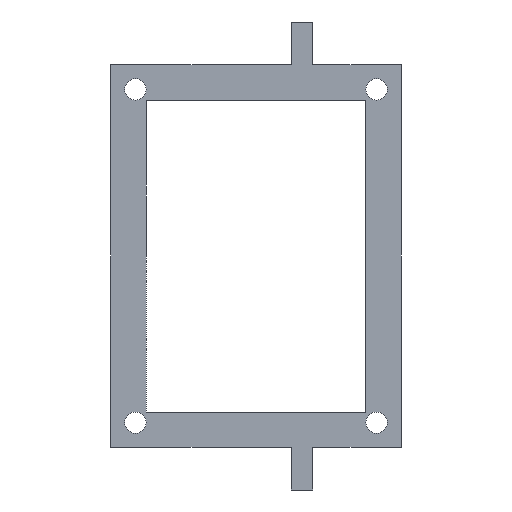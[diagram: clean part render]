
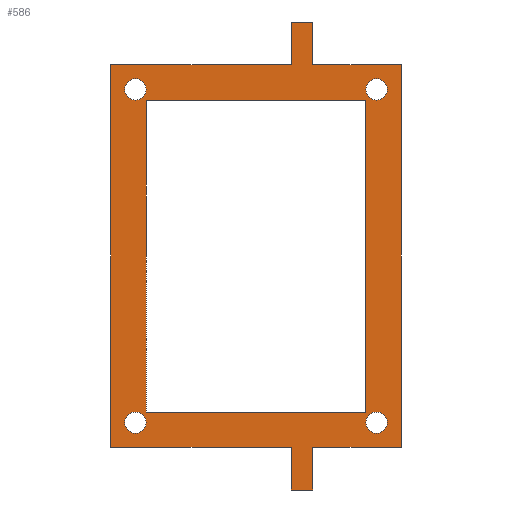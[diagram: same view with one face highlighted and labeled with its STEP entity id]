
A CAD part, left-side view. The second image highlights one B-rep face of the part: STEP entity #586.
In plain terms, the highlighted planar face has unit normal (-1, 0, 0).
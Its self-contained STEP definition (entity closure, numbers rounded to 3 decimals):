
#21=FACE_BOUND('',#96,.T.);
#22=FACE_BOUND('',#97,.T.);
#23=FACE_BOUND('',#98,.T.);
#24=FACE_BOUND('',#99,.T.);
#25=FACE_BOUND('',#100,.T.);
#32=CIRCLE('',#629,1.5);
#35=CIRCLE('',#633,1.5);
#36=CIRCLE('',#635,1.5);
#39=CIRCLE('',#639,1.5);
#66=FACE_OUTER_BOUND('',#95,.T.);
#95=EDGE_LOOP('',(#517,#518,#519,#520,#521,#522,#523,#524,#525,#526,#527,
#528));
#96=EDGE_LOOP('',(#529));
#97=EDGE_LOOP('',(#530));
#98=EDGE_LOOP('',(#531));
#99=EDGE_LOOP('',(#532,#533,#534,#535));
#100=EDGE_LOOP('',(#536));
#117=LINE('',#834,#185);
#121=LINE('',#842,#189);
#124=LINE('',#848,#192);
#127=LINE('',#854,#195);
#130=LINE('',#860,#198);
#133=LINE('',#866,#201);
#136=LINE('',#872,#204);
#139=LINE('',#878,#207);
#142=LINE('',#884,#210);
#145=LINE('',#890,#213);
#148=LINE('',#896,#216);
#151=LINE('',#901,#219);
#153=LINE('',#915,#221);
#157=LINE('',#923,#225);
#160=LINE('',#929,#228);
#163=LINE('',#934,#231);
#185=VECTOR('',#670,10.);
#189=VECTOR('',#676,10.);
#192=VECTOR('',#681,10.);
#195=VECTOR('',#686,10.);
#198=VECTOR('',#691,10.);
#201=VECTOR('',#696,10.);
#204=VECTOR('',#701,10.);
#207=VECTOR('',#706,10.);
#210=VECTOR('',#711,10.);
#213=VECTOR('',#716,10.);
#216=VECTOR('',#721,10.);
#219=VECTOR('',#726,10.);
#221=VECTOR('',#744,10.);
#225=VECTOR('',#750,10.);
#228=VECTOR('',#755,10.);
#231=VECTOR('',#760,10.);
#253=VERTEX_POINT('',#832);
#254=VERTEX_POINT('',#833);
#257=VERTEX_POINT('',#841);
#259=VERTEX_POINT('',#847);
#261=VERTEX_POINT('',#853);
#263=VERTEX_POINT('',#859);
#265=VERTEX_POINT('',#865);
#267=VERTEX_POINT('',#871);
#269=VERTEX_POINT('',#877);
#271=VERTEX_POINT('',#883);
#273=VERTEX_POINT('',#889);
#275=VERTEX_POINT('',#895);
#279=VERTEX_POINT('',#913);
#280=VERTEX_POINT('',#914);
#283=VERTEX_POINT('',#922);
#285=VERTEX_POINT('',#928);
#287=VERTEX_POINT('',#937);
#288=VERTEX_POINT('',#943);
#289=VERTEX_POINT('',#947);
#290=VERTEX_POINT('',#953);
#307=EDGE_CURVE('',#253,#254,#117,.T.);
#311=EDGE_CURVE('',#254,#257,#121,.T.);
#314=EDGE_CURVE('',#257,#259,#124,.T.);
#317=EDGE_CURVE('',#259,#261,#127,.T.);
#320=EDGE_CURVE('',#261,#263,#130,.T.);
#323=EDGE_CURVE('',#265,#263,#133,.T.);
#326=EDGE_CURVE('',#267,#265,#136,.T.);
#329=EDGE_CURVE('',#269,#267,#139,.T.);
#332=EDGE_CURVE('',#271,#269,#142,.T.);
#335=EDGE_CURVE('',#273,#271,#145,.T.);
#338=EDGE_CURVE('',#275,#273,#148,.T.);
#341=EDGE_CURVE('',#253,#275,#151,.T.);
#349=EDGE_CURVE('',#279,#280,#153,.T.);
#353=EDGE_CURVE('',#283,#279,#157,.T.);
#356=EDGE_CURVE('',#285,#283,#160,.T.);
#359=EDGE_CURVE('',#280,#285,#163,.T.);
#362=EDGE_CURVE('',#287,#287,#32,.T.);
#366=EDGE_CURVE('',#288,#288,#35,.T.);
#368=EDGE_CURVE('',#289,#289,#36,.T.);
#372=EDGE_CURVE('',#290,#290,#39,.T.);
#517=ORIENTED_EDGE('',*,*,#341,.F.);
#518=ORIENTED_EDGE('',*,*,#307,.T.);
#519=ORIENTED_EDGE('',*,*,#311,.T.);
#520=ORIENTED_EDGE('',*,*,#314,.T.);
#521=ORIENTED_EDGE('',*,*,#317,.T.);
#522=ORIENTED_EDGE('',*,*,#320,.T.);
#523=ORIENTED_EDGE('',*,*,#323,.F.);
#524=ORIENTED_EDGE('',*,*,#326,.F.);
#525=ORIENTED_EDGE('',*,*,#329,.F.);
#526=ORIENTED_EDGE('',*,*,#332,.F.);
#527=ORIENTED_EDGE('',*,*,#335,.F.);
#528=ORIENTED_EDGE('',*,*,#338,.F.);
#529=ORIENTED_EDGE('',*,*,#366,.F.);
#530=ORIENTED_EDGE('',*,*,#362,.T.);
#531=ORIENTED_EDGE('',*,*,#372,.T.);
#532=ORIENTED_EDGE('',*,*,#359,.F.);
#533=ORIENTED_EDGE('',*,*,#349,.F.);
#534=ORIENTED_EDGE('',*,*,#353,.F.);
#535=ORIENTED_EDGE('',*,*,#356,.F.);
#536=ORIENTED_EDGE('',*,*,#368,.T.);
#559=PLANE('',#641);
#586=ADVANCED_FACE('',(#66,#21,#22,#23,#24,#25),#559,.F.);
#629=AXIS2_PLACEMENT_3D('',#939,#765,#766);
#633=AXIS2_PLACEMENT_3D('',#945,#774,#775);
#635=AXIS2_PLACEMENT_3D('',#949,#779,#780);
#639=AXIS2_PLACEMENT_3D('',#955,#788,#789);
#641=AXIS2_PLACEMENT_3D('',#957,#792,#793);
#670=DIRECTION('',(0.,0.,-1.));
#676=DIRECTION('',(0.,1.,0.));
#681=DIRECTION('',(0.,0.,-1.));
#686=DIRECTION('',(0.,-1.,0.));
#691=DIRECTION('',(0.,0.,-1.));
#696=DIRECTION('',(0.,1.,0.));
#701=DIRECTION('',(0.,0.,-1.));
#706=DIRECTION('',(0.,1.,0.));
#711=DIRECTION('',(0.,0.,-1.));
#716=DIRECTION('',(0.,-1.,0.));
#721=DIRECTION('',(0.,0.,-1.));
#726=DIRECTION('',(0.,-1.,0.));
#744=DIRECTION('',(0.,0.,1.));
#750=DIRECTION('',(0.,-1.,0.));
#755=DIRECTION('',(0.,0.,-1.));
#760=DIRECTION('',(0.,1.,0.));
#765=DIRECTION('center_axis',(1.,0.,0.));
#766=DIRECTION('ref_axis',(0.,1.,0.));
#774=DIRECTION('center_axis',(-1.,0.,0.));
#775=DIRECTION('ref_axis',(0.,1.,0.));
#779=DIRECTION('center_axis',(1.,0.,0.));
#780=DIRECTION('ref_axis',(0.,1.,0.));
#788=DIRECTION('center_axis',(1.,0.,0.));
#789=DIRECTION('ref_axis',(0.,1.,0.));
#792=DIRECTION('center_axis',(1.,0.,0.));
#793=DIRECTION('ref_axis',(0.,1.,0.));
#832=CARTESIAN_POINT('',(0.,-106.817,-4.));
#833=CARTESIAN_POINT('',(0.,-106.817,-10.));
#834=CARTESIAN_POINT('',(0.,-106.817,-4.));
#841=CARTESIAN_POINT('',(0.,-81.317,-10.));
#842=CARTESIAN_POINT('',(0.,-108.317,-10.));
#847=CARTESIAN_POINT('',(0.,-81.317,-64.));
#848=CARTESIAN_POINT('',(0.,-81.317,-10.));
#853=CARTESIAN_POINT('',(0.,-106.817,-64.));
#854=CARTESIAN_POINT('',(0.,-81.317,-64.));
#859=CARTESIAN_POINT('',(0.,-106.817,-70.));
#860=CARTESIAN_POINT('',(0.,-106.817,-64.));
#865=CARTESIAN_POINT('',(0.,-109.817,-70.));
#866=CARTESIAN_POINT('',(0.,-109.817,-70.));
#871=CARTESIAN_POINT('',(0.,-109.817,-64.));
#872=CARTESIAN_POINT('',(0.,-109.817,-64.));
#877=CARTESIAN_POINT('',(0.,-122.317,-64.));
#878=CARTESIAN_POINT('',(0.,-135.317,-64.));
#883=CARTESIAN_POINT('',(0.,-122.317,-10.));
#884=CARTESIAN_POINT('',(0.,-122.317,-10.));
#889=CARTESIAN_POINT('',(0.,-109.817,-10.));
#890=CARTESIAN_POINT('',(0.,-108.317,-10.));
#895=CARTESIAN_POINT('',(0.,-109.817,-4.));
#896=CARTESIAN_POINT('',(0.,-109.817,-4.));
#901=CARTESIAN_POINT('',(0.,-108.317,-4.));
#913=CARTESIAN_POINT('',(0.,-117.317,-59.));
#914=CARTESIAN_POINT('',(0.,-117.317,-15.));
#915=CARTESIAN_POINT('',(0.,-117.317,-15.));
#922=CARTESIAN_POINT('',(0.,-86.317,-59.));
#923=CARTESIAN_POINT('',(0.,-86.317,-59.));
#928=CARTESIAN_POINT('',(0.,-86.317,-15.));
#929=CARTESIAN_POINT('',(0.,-86.317,-15.));
#934=CARTESIAN_POINT('',(0.,-130.317,-15.));
#937=CARTESIAN_POINT('',(0.,-120.317,-60.5));
#939=CARTESIAN_POINT('Origin',(0.,-118.817,-60.5));
#943=CARTESIAN_POINT('',(0.,-120.317,-13.5));
#945=CARTESIAN_POINT('Origin',(0.,-118.817,-13.5));
#947=CARTESIAN_POINT('',(0.,-86.317,-13.5));
#949=CARTESIAN_POINT('Origin',(0.,-84.817,-13.5));
#953=CARTESIAN_POINT('',(0.,-86.317,-60.5));
#955=CARTESIAN_POINT('Origin',(0.,-84.817,-60.5));
#957=CARTESIAN_POINT('Origin',(0.,-101.817,-37.));
